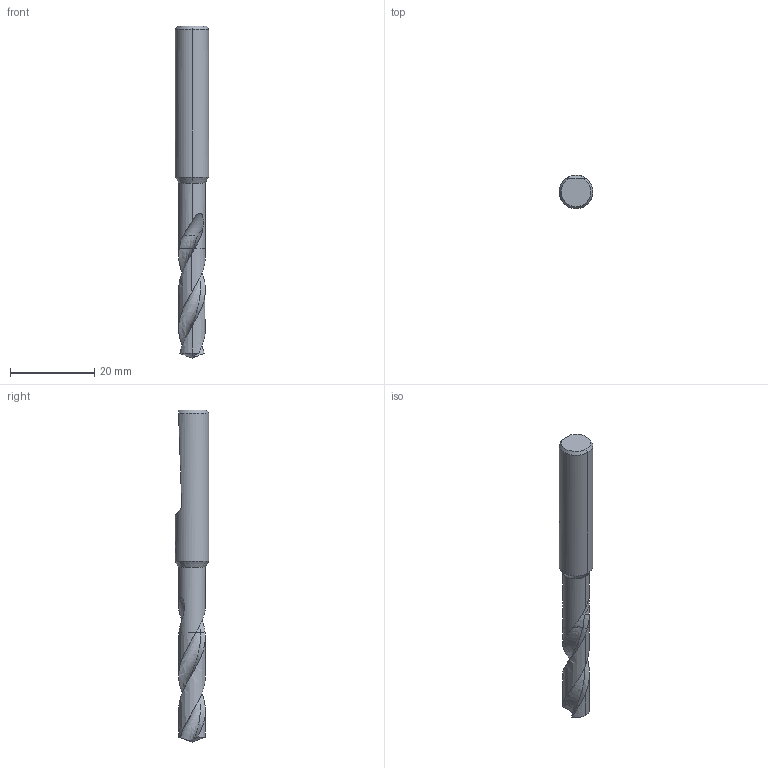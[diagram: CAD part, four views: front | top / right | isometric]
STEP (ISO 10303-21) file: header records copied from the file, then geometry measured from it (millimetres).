
FILE_DESCRIPTION(('no description'),'unknown implementation level');
FILE_NAME('solidBpM0adjsTDJlCXNF7EusgbCb9c4_1.STP',' ',('CIMSOURCE GmbH'),('CADClick - KiM GmbH - www.kimweb.de'),'unknown preprocess','ACIS','unknown authorization');
FILE_SCHEMA(('automotive_design'));
Length unit declared in the file: millimetre
Products named in the file (2): 1; 2
Bounding box: 8 x 8 x 79 mm (x, y, z)
Volume: 2645.5 mm3; surface area: 1909.7 mm2
Topology: 2 solids, 2 shells, 51 faces, 135 edges, 86 vertices
Faces by surface type: cylinder 13, cone 12, bspline 12, plane 10, revolution 4
Entity records: 8262 total; most frequent: CARTESIAN_POINT 5587, STYLED_ITEM 272, PRESENTATION_STYLE_ASSIGNMENT 272, COLOUR_RGB 272, ORIENTED_EDGE 266, DIRECTION 185, EDGE_CURVE 133, CURVE_STYLE 133
